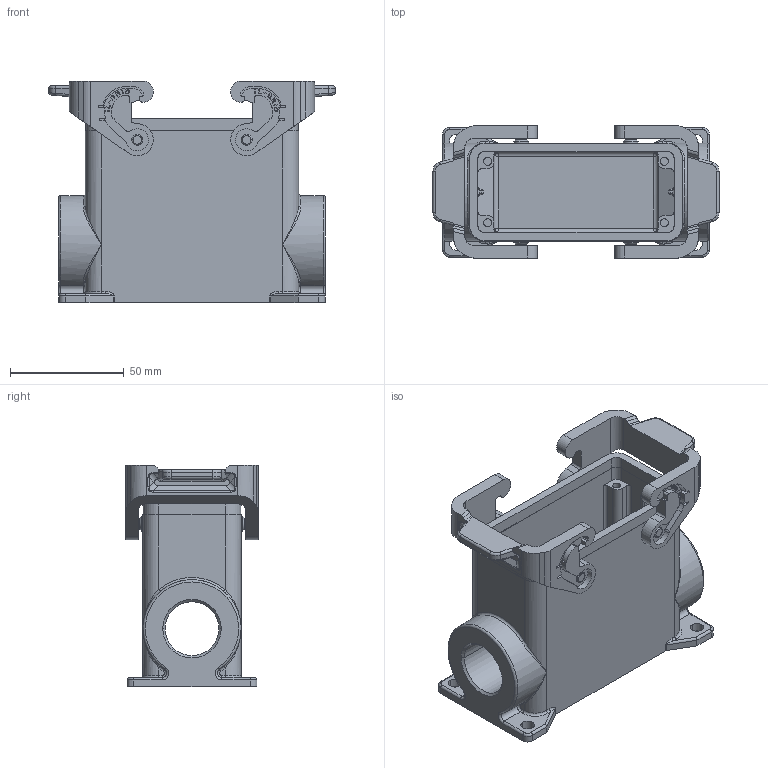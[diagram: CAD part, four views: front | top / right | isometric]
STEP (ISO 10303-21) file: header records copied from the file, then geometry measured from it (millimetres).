
FILE_DESCRIPTION(('Creo Elements/Direct Modeling STEP Export'),'2;1');
FILE_NAME('0ln7uvk5h7836fp5420','2022-02-14T16:12:51',(''),(''),'Creo Elements/Direct Modeling STEP processor for AP214 (Solid Model)','Creo Elements/Direct Modeling 20.1B 02-Apr-2019 (C) Parametric Technology GmbH','');
FILE_SCHEMA(('AUTOMOTIVE_DESIGN { 1 0 10303 214 1 1 1 1 }'));
Products named in the file (2): MLAP_16-225
Assembly tree (1 placements, depth 2):
  MLAP_16-225
    MLAP_16-225
Bounding box: 125.5 x 58 x 97.2 mm (x, y, z)
Volume: 156602.1 mm3; surface area: 68561.8 mm2
Topology: 1 solids, 1 shells, 1255 faces, 3446 edges, 2240 vertices
Faces by surface type: plane 847, cylinder 308, torus 44, bspline 40, cone 12, sphere 4
Entity records: 58918 total; most frequent: CARTESIAN_POINT 17460, ORIENTED_EDGE 6868, DIRECTION 6086, EDGE_CURVE 3434, VECTOR 2634, LINE 2634, VERTEX_POINT 2240, AXIS2_PLACEMENT_3D 1726
